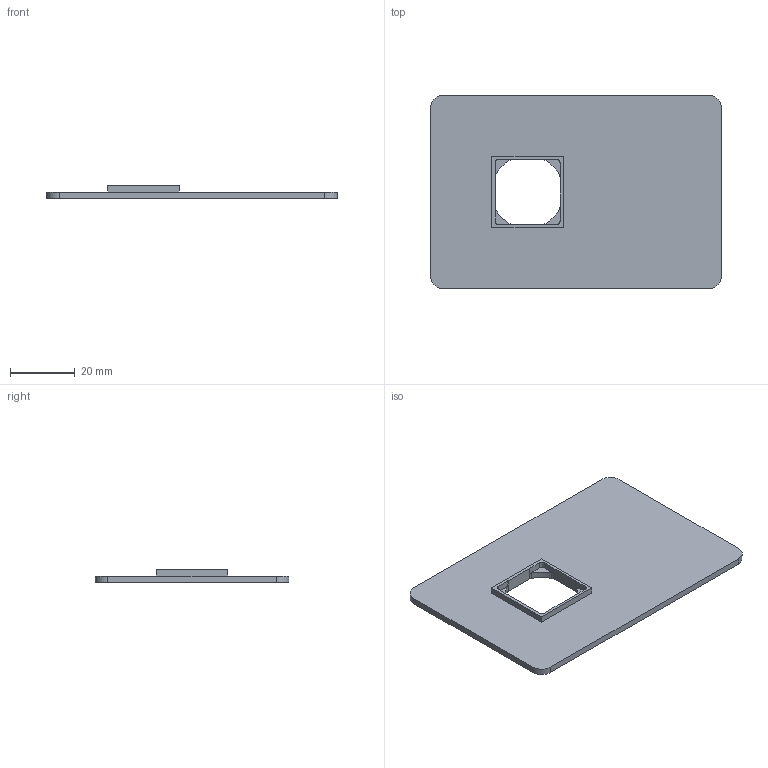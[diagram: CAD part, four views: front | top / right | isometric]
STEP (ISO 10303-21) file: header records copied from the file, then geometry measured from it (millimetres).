
FILE_DESCRIPTION(/* description */ ('STEP AP214'),/* implementation_level */ '2;1');
FILE_NAME(/* name */ '41583133244850113HANDLEHOLDERSUPPORTPOIGNEE modif.step',/* time_stamp */ '2024-09-22T15:03:42+02:00',/* author */ (''),/* organization */ (''),/* preprocessor_version */ 'ST-DEVELOPER v20',/* originating_system */ 'Autodesk Translation Framework v13.20.0.188',/* authorisation */ '');
FILE_SCHEMA (('AUTOMOTIVE_DESIGN { 1 0 10303 214 3 1 1 }'));
Length unit declared in the file: millimetre
Products named in the file (1): 133244850113_HANDLE HOLDER - SUPPORT POIGNEE
Bounding box: 90 x 60 x 4 mm (x, y, z)
Volume: 10204.6 mm3; surface area: 11100.7 mm2
Topology: 1 solids, 1 shells, 46 faces, 129 edges, 86 vertices
Faces by surface type: plane 27, cylinder 19
Entity records: 1553 total; most frequent: DIRECTION 269, CARTESIAN_POINT 262, ORIENTED_EDGE 258, EDGE_CURVE 129, AXIS2_PLACEMENT_3D 93, VERTEX_POINT 86, LINE 83, VECTOR 83
